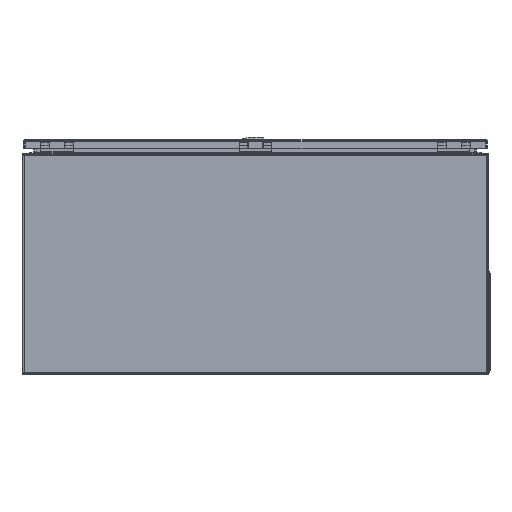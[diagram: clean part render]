
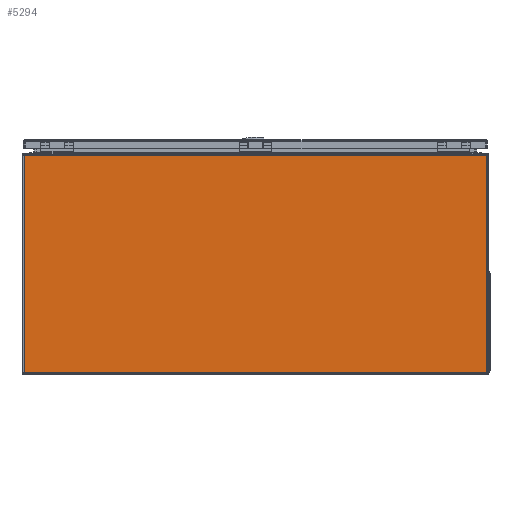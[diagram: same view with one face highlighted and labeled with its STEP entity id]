
A CAD part, left-side view. The second image highlights one B-rep face of the part: STEP entity #5294.
In plain terms, the highlighted planar face has unit normal (-1, 0, 0).
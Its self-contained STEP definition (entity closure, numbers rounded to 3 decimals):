
#5294=ADVANCED_FACE('',(#6998),#6472,.T.);
#6472=PLANE('',#23574);
#6998=FACE_OUTER_BOUND('',#7977,.T.);
#7977=EDGE_LOOP('',(#9908,#9909,#9910,#9911));
#9908=ORIENTED_EDGE('',*,*,#17740,.T.);
#9909=ORIENTED_EDGE('',*,*,#17741,.T.);
#9910=ORIENTED_EDGE('',*,*,#17742,.T.);
#9911=ORIENTED_EDGE('',*,*,#17743,.T.);
#15720=VERTEX_POINT('',#32168);
#15721=VERTEX_POINT('',#32169);
#15722=VERTEX_POINT('',#32171);
#15723=VERTEX_POINT('',#32173);
#17740=EDGE_CURVE('',#15720,#15721,#20604,.T.);
#17741=EDGE_CURVE('',#15721,#15722,#20605,.T.);
#17742=EDGE_CURVE('',#15722,#15723,#20606,.T.);
#17743=EDGE_CURVE('',#15723,#15720,#20607,.T.);
#20604=LINE('',#32167,#22100);
#20605=LINE('',#32170,#22101);
#20606=LINE('',#32172,#22102);
#20607=LINE('',#32174,#22103);
#22100=VECTOR('',#26073,1.);
#22101=VECTOR('',#26074,1.);
#22102=VECTOR('',#26075,1.);
#22103=VECTOR('',#26076,1.);
#23574=AXIS2_PLACEMENT_3D('',#32175,#26077,#26078);
#26073=DIRECTION('',(0.,1.,0.));
#26074=DIRECTION('',(0.,0.,-1.));
#26075=DIRECTION('',(0.,-1.,0.));
#26076=DIRECTION('',(0.,0.,1.));
#26077=DIRECTION('',(-1.,0.,0.));
#26078=DIRECTION('',(0.,0.,1.));
#32167=CARTESIAN_POINT('',(-500.,400.,375.5));
#32168=CARTESIAN_POINT('',(-500.,-396.5,375.5));
#32169=CARTESIAN_POINT('',(-500.,396.5,375.5));
#32170=CARTESIAN_POINT('',(-500.,396.5,379.));
#32171=CARTESIAN_POINT('',(-500.,396.5,3.5));
#32172=CARTESIAN_POINT('',(-500.,-400.,3.5));
#32173=CARTESIAN_POINT('',(-500.,-396.5,3.5));
#32174=CARTESIAN_POINT('',(-500.,-396.5,379.));
#32175=CARTESIAN_POINT('',(-500.,-400.,379.));
